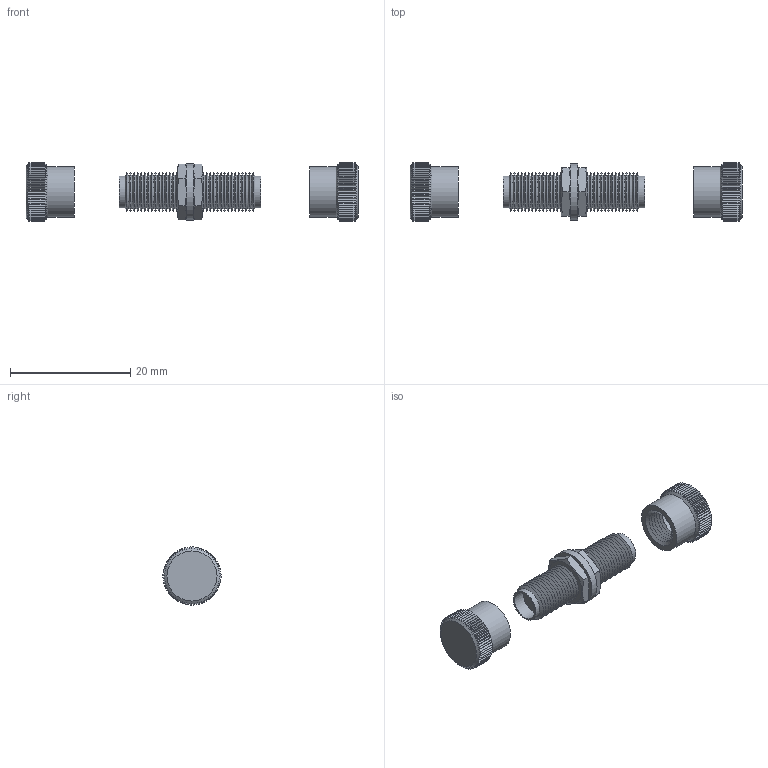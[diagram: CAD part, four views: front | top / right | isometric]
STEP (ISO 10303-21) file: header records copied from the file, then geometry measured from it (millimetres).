
FILE_DESCRIPTION (( 'STEP AP214' ), '1' );
FILE_NAME ('FOA-004_3D.STEP', '2021-05-03T14:37:23', ( '' ), ( '' ), 'SwSTEP 2.0', 'SolidWorks 2020', '' );
FILE_SCHEMA (( 'AUTOMOTIVE_DESIGN' ));
Length unit declared in the file: inch
Products named in the file (4): FOA-004_MA2; FOA-004_3D; FOA-004_MA3; FOA-004_MA1
Assembly tree (5 placements, depth 2):
  FOA-004_3D
    FOA-004_MA1
    FOA-004_MA2  x2
    FOA-004_MA3  x2
Bounding box: 55.14 x 9.65 x 9.65 mm (x, y, z)
Volume: 1258.1 mm3; surface area: 2480.9 mm2
Topology: 5 solids, 5 shells, 415 faces, 1089 edges, 692 vertices
Faces by surface type: plane 302, cone 100, cylinder 13
Full cylindrical faces by diameter (mm): 4.699 x2, 5.298 x6, 7.209 x2, 8.324 x2, 9.347 x1
Entity records: 7264 total; most frequent: CARTESIAN_POINT 2038, ORIENTED_EDGE 1056, DIRECTION 858, EDGE_CURVE 528, VERTEX_POINT 386, AXIS2_PLACEMENT_3D 358, EDGE_LOOP 350, B_SPLINE_CURVE_WITH_KNOTS 284
